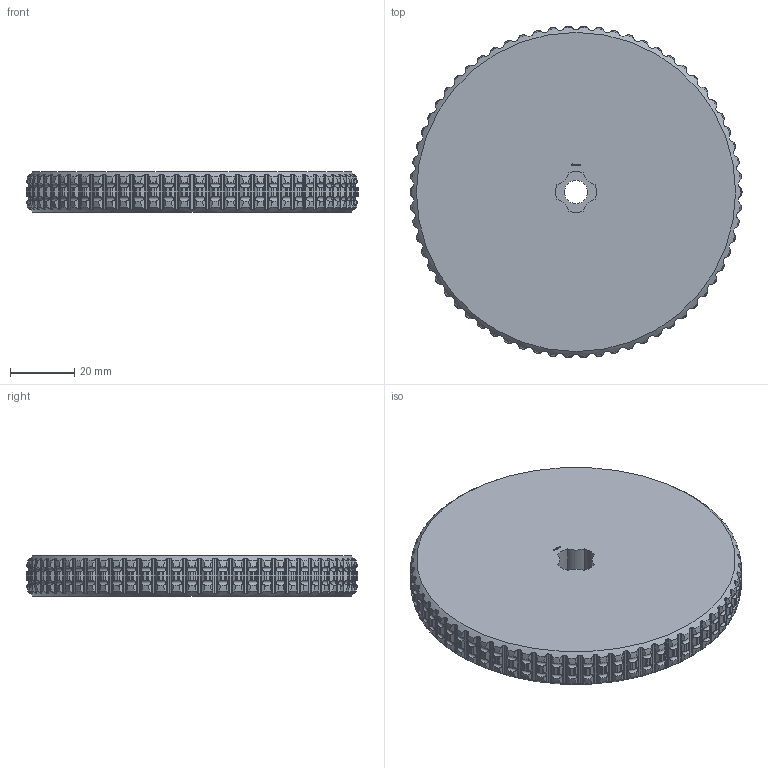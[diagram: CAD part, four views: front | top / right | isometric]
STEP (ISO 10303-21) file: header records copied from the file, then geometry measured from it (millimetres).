
FILE_DESCRIPTION(('FreeCAD Model'),'2;1');
FILE_NAME('Open CASCADE Shape Model','2023-12-20T21:09:00',(''),(''), 'Open CASCADE STEP processor 7.6','FreeCAD','Unknown');
FILE_SCHEMA(('AUTOMOTIVE_DESIGN { 1 0 10303 214 1 1 1 1 }'));
Products named in the file (1): Wheel GND TTRD PLN BU08.25x01.00 - SPN-WHL-0026 (stemfie.org)
Bounding box: 103.12 x 103.06 x 12.5 mm (x, y, z)
Volume: 99551.9 mm3; surface area: 21931.2 mm2
Topology: 1 solids, 1 shells, 1980 faces, 5761 edges, 3833 vertices
Faces by surface type: cylinder 740, plane 525, cone 299, torus 268, extrusion 148
Full cylindrical faces by diameter (mm): 2 x4, 7.2 x1
Entity records: 216456 total; most frequent: CARTESIAN_POINT 102058, DIRECTION 14068, ORIENTED_EDGE 11522, PCURVE 11522, DEFINITIONAL_REPRESENTATION 11522, B_SPLINE_CURVE_WITH_KNOTS 8282, VECTOR 7712, LINE 7564
